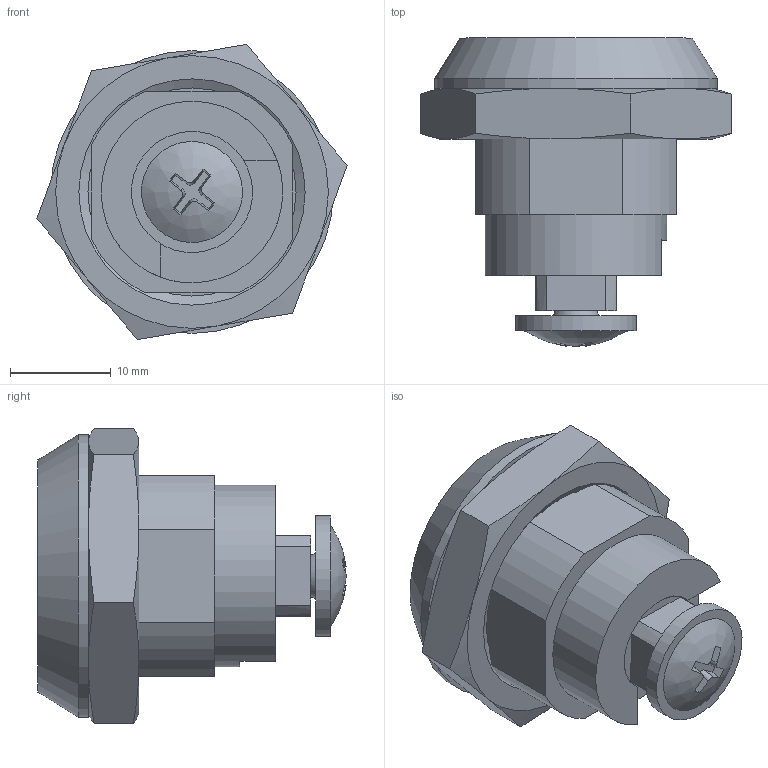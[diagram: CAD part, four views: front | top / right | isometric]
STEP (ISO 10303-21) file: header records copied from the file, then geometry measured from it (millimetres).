
FILE_DESCRIPTION(('STEP AP203'),'1');
FILE_NAME('060.2.0.42.00.step','2017-07-19T11:14:09',(' '),(' '),'Spatial InterOp 3D',' ',' ');
FILE_SCHEMA(('CONFIG_CONTROL_DESIGN'));
Length unit declared in the file: millimetre
Products named in the file (4): 1; 2; 3; 4
Bounding box: 30.73 x 30.5 x 29.23 mm (x, y, z)
Volume: 9058.5 mm3; surface area: 7163 mm2
Topology: 4 solids, 4 shells, 104 faces, 334 edges, 247 vertices
Faces by surface type: plane 61, cylinder 22, cone 18, bspline 3
Full cylindrical faces by diameter (mm): 4.2 x1, 9.8 x1, 10 x1, 12 x2, 12.4 x1, 15.8 x2, 16 x1, 18 x1, 20.6 x1, 28 x1
Entity records: 4875 total; most frequent: CARTESIAN_POINT 2036, ORIENTED_EDGE 612, DIRECTION 449, EDGE_CURVE 306, VERTEX_POINT 239, AXIS2_PLACEMENT_3D 177, B_SPLINE_CURVE_WITH_KNOTS 138, EDGE_LOOP 134
